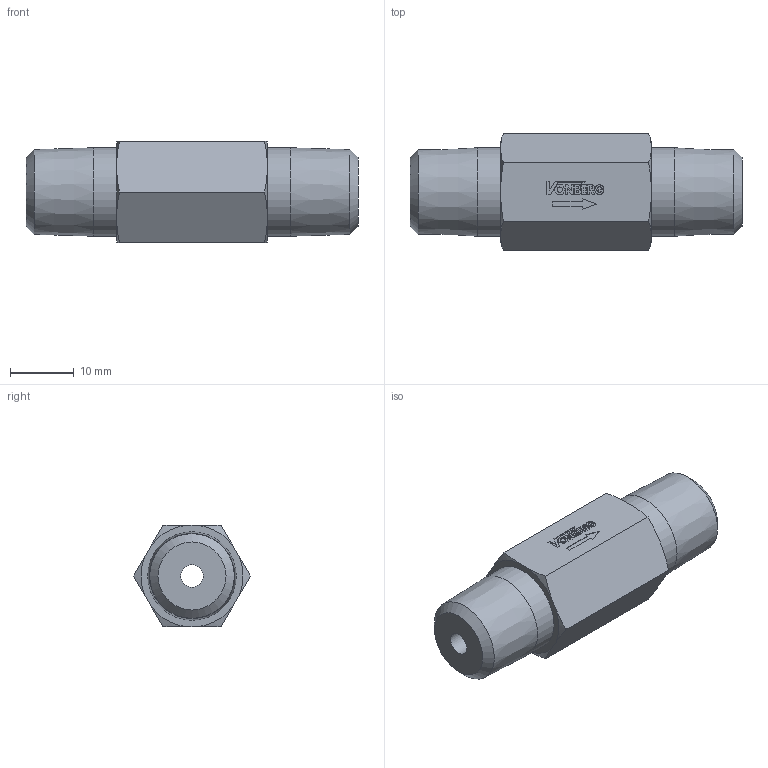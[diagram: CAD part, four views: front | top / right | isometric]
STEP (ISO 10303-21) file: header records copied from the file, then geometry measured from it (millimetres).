
FILE_DESCRIPTION((''),'2;1');
FILE_NAME('28000-502.stp','2015-02-13T11:37:41',('jml'),(''),'Autodesk Inventor 2010','Autodesk Inventor 2010','');
FILE_SCHEMA(('AUTOMOTIVE_DESIGN { 1 0 10303 214 1 1 1 1 }'));
Length unit declared in the file: inch
Products named in the file (1): 220645
Bounding box: 52.07 x 18.33 x 15.88 mm (x, y, z)
Volume: 8717.6 mm3; surface area: 3417.1 mm2
Topology: 1 solids, 1 shells, 127 faces, 327 edges, 217 vertices
Faces by surface type: plane 93, cylinder 17, cone 16, bspline 1
Full cylindrical faces by diameter (mm): 0.835 x1, 13.868 x2
Entity records: 3902 total; most frequent: CARTESIAN_POINT 727, ORIENTED_EDGE 636, DIRECTION 600, EDGE_CURVE 318, VECTOR 242, LINE 242, VERTEX_POINT 216, AXIS2_PLACEMENT_3D 179
